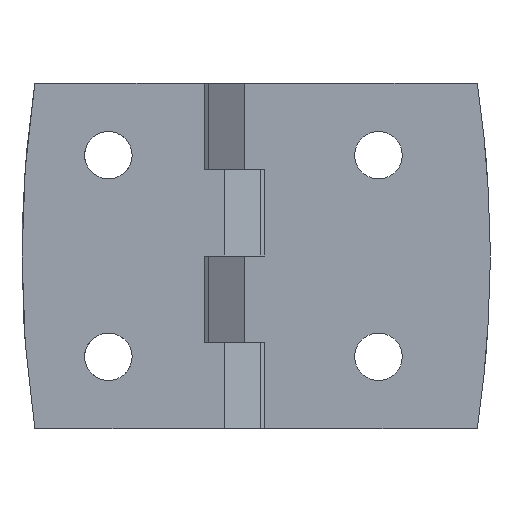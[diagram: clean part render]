
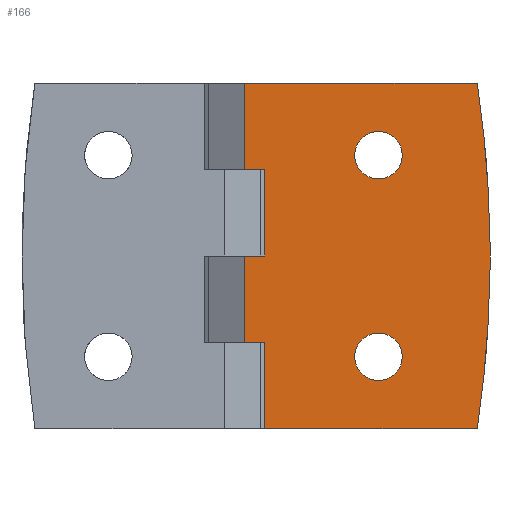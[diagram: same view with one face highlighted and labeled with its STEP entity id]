
A CAD part, front view. The second image highlights one B-rep face of the part: STEP entity #166.
In plain terms, the highlighted planar face has unit normal (0, -1, 0).
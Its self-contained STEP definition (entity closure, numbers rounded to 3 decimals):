
#166 = ADVANCED_FACE( '', ( #327, #328, #329 ), #330, .F. );
#327 = FACE_BOUND( '', #517, .T. );
#328 = FACE_BOUND( '', #518, .T. );
#329 = FACE_OUTER_BOUND( '', #519, .T. );
#330 = PLANE( '', #520 );
#517 = EDGE_LOOP( '', ( #765 ) );
#518 = EDGE_LOOP( '', ( #766 ) );
#519 = EDGE_LOOP( '', ( #767, #768, #769, #770, #771, #772, #773, #774, #775, #776, #777, #778 ) );
#520 = AXIS2_PLACEMENT_3D( '', #779, #780, #781 );
#765 = ORIENTED_EDGE( '', *, *, #1128, .T. );
#766 = ORIENTED_EDGE( '', *, *, #1098, .T. );
#767 = ORIENTED_EDGE( '', *, *, #1129, .T. );
#768 = ORIENTED_EDGE( '', *, *, #1072, .T. );
#769 = ORIENTED_EDGE( '', *, *, #1130, .T. );
#770 = ORIENTED_EDGE( '', *, *, #1131, .T. );
#771 = ORIENTED_EDGE( '', *, *, #1085, .F. );
#772 = ORIENTED_EDGE( '', *, *, #1132, .T. );
#773 = ORIENTED_EDGE( '', *, *, #1133, .F. );
#774 = ORIENTED_EDGE( '', *, *, #1064, .T. );
#775 = ORIENTED_EDGE( '', *, *, #1134, .T. );
#776 = ORIENTED_EDGE( '', *, *, #1135, .F. );
#777 = ORIENTED_EDGE( '', *, *, #1136, .F. );
#778 = ORIENTED_EDGE( '', *, *, #1094, .T. );
#779 = CARTESIAN_POINT( '', ( 1.4, -9., 24. ) );
#780 = DIRECTION( '', ( 0., 1., 0. ) );
#781 = DIRECTION( '', ( 0., 0., 1. ) );
#1064 = EDGE_CURVE( '', #1228, #1226, #1229, .T. );
#1072 = EDGE_CURVE( '', #1235, #1240, #1242, .T. );
#1085 = EDGE_CURVE( '', #1264, #1265, #1266, .T. );
#1094 = EDGE_CURVE( '', #1281, #1279, #1282, .T. );
#1098 = EDGE_CURVE( '', #1287, #1287, #1288, .T. );
#1128 = EDGE_CURVE( '', #1334, #1334, #1335, .T. );
#1129 = EDGE_CURVE( '', #1279, #1235, #1336, .T. );
#1130 = EDGE_CURVE( '', #1240, #1337, #1338, .T. );
#1131 = EDGE_CURVE( '', #1337, #1265, #1339, .F. );
#1132 = EDGE_CURVE( '', #1264, #1340, #1341, .F. );
#1133 = EDGE_CURVE( '', #1228, #1340, #1342, .T. );
#1134 = EDGE_CURVE( '', #1226, #1343, #1344, .T. );
#1135 = EDGE_CURVE( '', #1345, #1343, #1346, .T. );
#1136 = EDGE_CURVE( '', #1281, #1345, #1347, .T. );
#1226 = VERTEX_POINT( '', #1470 );
#1228 = VERTEX_POINT( '', #1473 );
#1229 = LINE( '', #1474, #1475 );
#1235 = VERTEX_POINT( '', #1482 );
#1240 = VERTEX_POINT( '', #1489 );
#1242 = LINE( '', #1492, #1493 );
#1264 = VERTEX_POINT( '', #1518 );
#1265 = VERTEX_POINT( '', #1519 );
#1266 = LINE( '', #1520, #1521 );
#1279 = VERTEX_POINT( '', #1625 );
#1281 = VERTEX_POINT( '', #1628 );
#1282 = LINE( '', #1629, #1630 );
#1287 = VERTEX_POINT( '', #1636 );
#1288 = CIRCLE( '', #1637, 3.3 );
#1334 = VERTEX_POINT( '', #1696 );
#1335 = CIRCLE( '', #1697, 3.3 );
#1336 = LINE( '', #1698, #1699 );
#1337 = VERTEX_POINT( '', #1700 );
#1338 = LINE( '', #1701, #1702 );
#1339 = CIRCLE( '', #1703, 163.155 );
#1340 = VERTEX_POINT( '', #1704 );
#1341 = CIRCLE( '', #1705, 163.155 );
#1342 = LINE( '', #1706, #1707 );
#1343 = VERTEX_POINT( '', #1708 );
#1344 = LINE( '', #1709, #1710 );
#1345 = VERTEX_POINT( '', #1711 );
#1346 = LINE( '', #1712, #1713 );
#1347 = LINE( '', #1714, #1715 );
#1470 = CARTESIAN_POINT( '', ( 1.4, -9., 12. ) );
#1473 = CARTESIAN_POINT( '', ( 1.4, -9., 24. ) );
#1474 = CARTESIAN_POINT( '', ( 1.4, -9., 24. ) );
#1475 = VECTOR( '', #2120, 1000. );
#1482 = CARTESIAN_POINT( '', ( 4.2, -9., -12. ) );
#1489 = CARTESIAN_POINT( '', ( 4.2, -9., -24. ) );
#1492 = CARTESIAN_POINT( '', ( 4.2, -9., 24. ) );
#1493 = VECTOR( '', #2128, 1000. );
#1518 = CARTESIAN_POINT( '', ( 35.49, -9., 1.806 ) );
#1519 = CARTESIAN_POINT( '', ( 35.49, -9., -1.806 ) );
#1520 = CARTESIAN_POINT( '', ( 35.49, -9., 24. ) );
#1521 = VECTOR( '', #2150, 1000. );
#1625 = CARTESIAN_POINT( '', ( 1.4, -9., -12. ) );
#1628 = CARTESIAN_POINT( '', ( 1.4, -9., 0. ) );
#1629 = CARTESIAN_POINT( '', ( 1.4, -9., 24. ) );
#1630 = VECTOR( '', #2156, 1000. );
#1636 = CARTESIAN_POINT( '', ( 20., -9., 17.3 ) );
#1637 = AXIS2_PLACEMENT_3D( '', #2161, #2162, #2163 );
#1696 = CARTESIAN_POINT( '', ( 20., -9., -10.7 ) );
#1697 = AXIS2_PLACEMENT_3D( '', #2201, #2202, #2203 );
#1698 = CARTESIAN_POINT( '', ( 1.4, -9., -12. ) );
#1699 = VECTOR( '', #2204, 1000. );
#1700 = CARTESIAN_POINT( '', ( 33.725, -9., -24. ) );
#1701 = CARTESIAN_POINT( '', ( 1.4, -9., -24. ) );
#1702 = VECTOR( '', #2205, 1000. );
#1703 = AXIS2_PLACEMENT_3D( '', #2206, #2207, #2208 );
#1704 = CARTESIAN_POINT( '', ( 33.725, -9., 24. ) );
#1705 = AXIS2_PLACEMENT_3D( '', #2209, #2210, #2211 );
#1706 = CARTESIAN_POINT( '', ( 1.4, -9., 24. ) );
#1707 = VECTOR( '', #2212, 1000. );
#1708 = CARTESIAN_POINT( '', ( 4.2, -9., 12. ) );
#1709 = CARTESIAN_POINT( '', ( 1.4, -9., 12. ) );
#1710 = VECTOR( '', #2213, 1000. );
#1711 = CARTESIAN_POINT( '', ( 4.2, -9., 0. ) );
#1712 = CARTESIAN_POINT( '', ( 4.2, -9., 24. ) );
#1713 = VECTOR( '', #2214, 1000. );
#1714 = CARTESIAN_POINT( '', ( 1.4, -9., 0. ) );
#1715 = VECTOR( '', #2215, 1000. );
#2120 = DIRECTION( '', ( 0., 0., -1. ) );
#2128 = DIRECTION( '', ( 0., 0., -1. ) );
#2150 = DIRECTION( '', ( 0., 0., -1. ) );
#2156 = DIRECTION( '', ( 0., 0., -1. ) );
#2161 = CARTESIAN_POINT( '', ( 20., -9., 14. ) );
#2162 = DIRECTION( '', ( 0., 1., 0. ) );
#2163 = DIRECTION( '', ( 0., 0., 1. ) );
#2201 = CARTESIAN_POINT( '', ( 20., -9., -14. ) );
#2202 = DIRECTION( '', ( 0., 1., 0. ) );
#2203 = DIRECTION( '', ( 0., 0., 1. ) );
#2204 = DIRECTION( '', ( 1., 0., 0. ) );
#2205 = DIRECTION( '', ( 1., 0., 0. ) );
#2206 = CARTESIAN_POINT( '', ( -127.655, -9., 0. ) );
#2207 = DIRECTION( '', ( 0., 1., 0. ) );
#2208 = DIRECTION( '', ( 0., 0., 1. ) );
#2209 = CARTESIAN_POINT( '', ( -127.655, -9., 0. ) );
#2210 = DIRECTION( '', ( 0., 1., 0. ) );
#2211 = DIRECTION( '', ( 0., 0., 1. ) );
#2212 = DIRECTION( '', ( 1., 0., 0. ) );
#2213 = DIRECTION( '', ( 1., 0., 0. ) );
#2214 = DIRECTION( '', ( 0., 0., 1. ) );
#2215 = DIRECTION( '', ( 1., 0., 0. ) );
